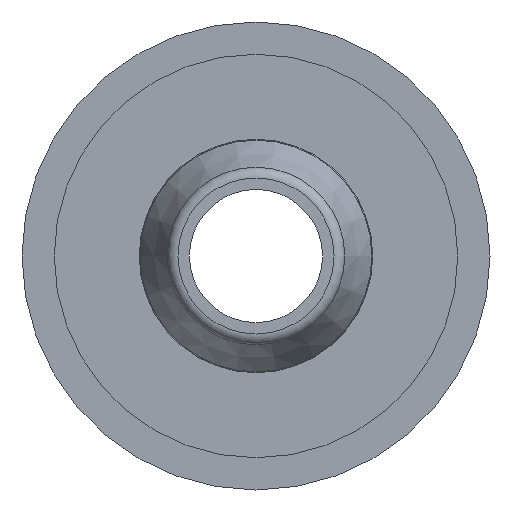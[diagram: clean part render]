
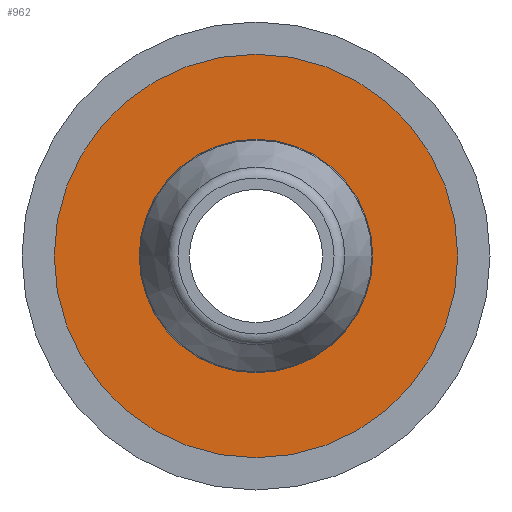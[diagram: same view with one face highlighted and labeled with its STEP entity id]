
A CAD part, left-side view. The second image highlights one B-rep face of the part: STEP entity #962.
In plain terms, the highlighted face is planar.
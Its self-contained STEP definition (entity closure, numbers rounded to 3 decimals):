
#928=CARTESIAN_POINT('',(1.2,7.5,0.0));
#929=VERTEX_POINT('',#928);
#930=CARTESIAN_POINT('',(1.2,0.0,0.0));
#931=DIRECTION('',(1.0,0.0,0.0));
#932=DIRECTION('',(0.0,1.0,0.0));
#933=AXIS2_PLACEMENT_3D('',#930,#931,#932);
#934=CIRCLE('',#933,7.5);
#935=EDGE_CURVE('',#929,#929,#934,.T.);
#943=CARTESIAN_POINT('',(1.2,5.775,0.0));
#944=DIRECTION('',(1.0,0.0,0.0));
#945=DIRECTION('',(0.0,0.0,-1.0));
#946=AXIS2_PLACEMENT_3D('',#943,#944,#945);
#947=PLANE('',#946);
#948=ORIENTED_EDGE('',*,*,#935,.T.);
#949=EDGE_LOOP('',(#948));
#950=FACE_OUTER_BOUND('',#949,.T.);
#951=CARTESIAN_POINT('',(1.2,4.05,0.0));
#952=VERTEX_POINT('',#951);
#953=CARTESIAN_POINT('',(1.2,0.0,0.0));
#954=DIRECTION('',(1.0,0.0,0.0));
#955=DIRECTION('',(0.0,1.0,0.0));
#956=AXIS2_PLACEMENT_3D('',#953,#954,#955);
#957=CIRCLE('',#956,4.05);
#958=EDGE_CURVE('',#952,#952,#957,.T.);
#959=ORIENTED_EDGE('',*,*,#958,.F.);
#960=EDGE_LOOP('',(#959));
#961=FACE_BOUND('',#960,.T.);
#962=ADVANCED_FACE('',(#950,#961),#947,.T.);
